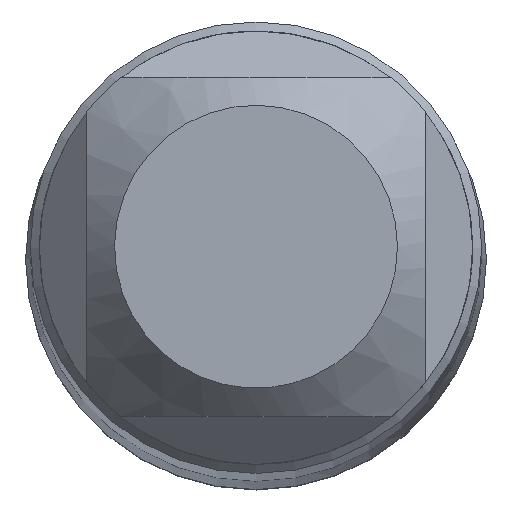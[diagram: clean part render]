
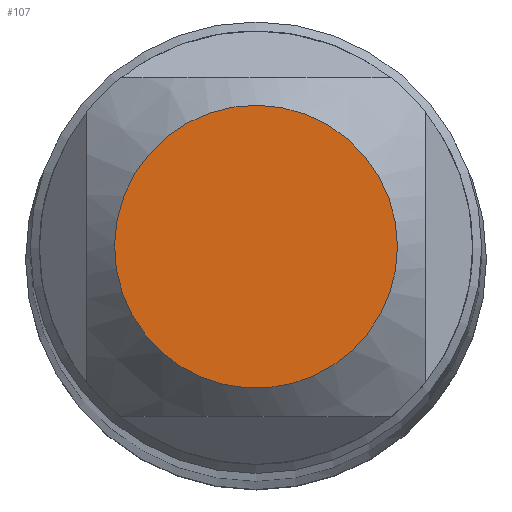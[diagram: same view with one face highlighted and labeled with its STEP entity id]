
A CAD part, top view. The second image highlights one B-rep face of the part: STEP entity #107.
In plain terms, the highlighted planar face has unit normal (0, 0, 1).
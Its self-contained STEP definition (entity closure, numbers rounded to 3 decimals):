
#70=PLANE('',#442);
#83=FACE_OUTER_BOUND('',#178,.T.);
#107=ADVANCED_FACE('',(#83),#70,.F.);
#178=EDGE_LOOP('',(#220));
#220=ORIENTED_EDGE('',*,*,#327,.T.);
#295=VERTEX_POINT('',#657);
#327=EDGE_CURVE('',#295,#295,#367,.T.);
#367=CIRCLE('',#441,1.88);
#441=AXIS2_PLACEMENT_3D('',#656,#513,#514);
#442=AXIS2_PLACEMENT_3D('',#658,#515,#516);
#513=DIRECTION('',(0.,0.,1.));
#514=DIRECTION('',(1.,0.,0.));
#515=DIRECTION('',(0.,0.,-1.));
#516=DIRECTION('',(-1.,0.,0.));
#656=CARTESIAN_POINT('',(0.,0.,0.));
#657=CARTESIAN_POINT('',(1.88,0.,0.));
#658=CARTESIAN_POINT('',(3.2,0.,0.));
